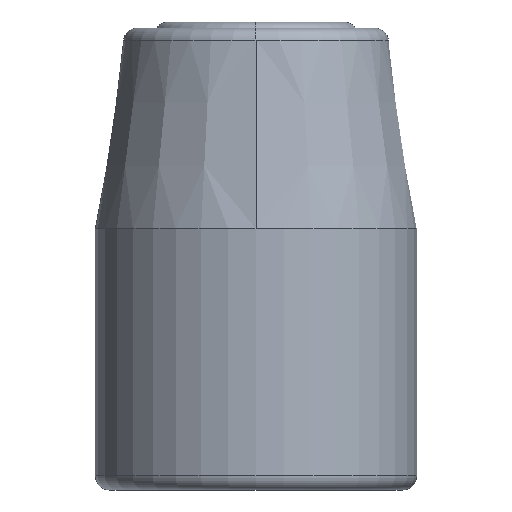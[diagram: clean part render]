
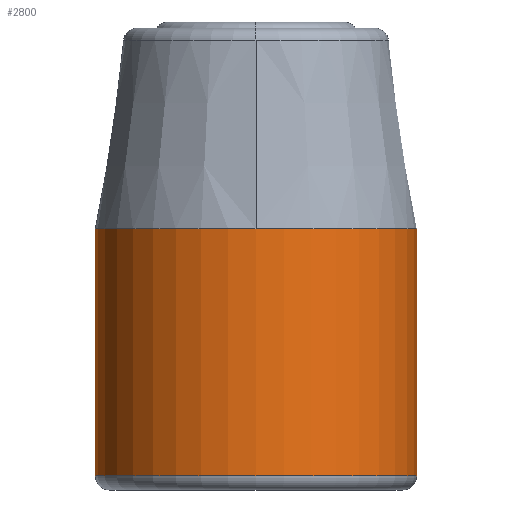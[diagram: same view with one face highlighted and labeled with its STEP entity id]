
A CAD part, front view. The second image highlights one B-rep face of the part: STEP entity #2800.
In plain terms, the highlighted cylindrical face has radius 8 mm (diameter 16 mm), a partial arc.
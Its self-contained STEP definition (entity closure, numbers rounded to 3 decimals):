
#2332=CARTESIAN_POINT('',(0.,0.,12.7));
#2333=DIRECTION('',(0.,0.,1.));
#2334=DIRECTION('',(1.,0.,0.));
#2335=AXIS2_PLACEMENT_3D('',#2332,#2333,#2334);
#2340=CARTESIAN_POINT('',(0.,0.,12.7));
#2341=DIRECTION('',(0.,0.,1.));
#2342=DIRECTION('',(0.,1.,0.));
#2343=AXIS2_PLACEMENT_3D('',#2340,#2341,#2342);
#2348=CARTESIAN_POINT('',(0.,0.,0.4));
#2349=DIRECTION('',(0.,0.,-1.));
#2350=DIRECTION('',(-1.,0.,0.));
#2351=AXIS2_PLACEMENT_3D('',#2348,#2349,#2350);
#2356=DIRECTION('',(0.,0.,1.));
#2357=VECTOR('',#2356,12.3);
#2358=CARTESIAN_POINT('',(8.,0.,0.4));
#2359=LINE('',#2358,#2357);
#2417=DIRECTION('',(0.,0.,1.));
#2418=VECTOR('',#2417,12.3);
#2419=CARTESIAN_POINT('',(-8.,0.,0.4));
#2420=LINE('',#2419,#2418);
#2488=CARTESIAN_POINT('',(-8.,0.,0.4));
#2489=CARTESIAN_POINT('',(8.,0.,0.4));
#2490=VERTEX_POINT('',#2488);
#2491=VERTEX_POINT('',#2489);
#2496=CARTESIAN_POINT('',(8.,0.,12.7));
#2497=CARTESIAN_POINT('',(0.,8.,12.7));
#2498=VERTEX_POINT('',#2496);
#2499=VERTEX_POINT('',#2497);
#2500=CARTESIAN_POINT('',(-8.,0.,12.7));
#2501=VERTEX_POINT('',#2500);
#2785=CARTESIAN_POINT('',(0.,0.,-0.3));
#2786=DIRECTION('',(0.,0.,1.));
#2787=DIRECTION('',(1.,0.,0.));
#2788=AXIS2_PLACEMENT_3D('',#2785,#2786,#2787);
#2789=CYLINDRICAL_SURFACE('',#2788,8.);
#2790=ORIENTED_EDGE('',*,*,#2777,.T.);
#2791=ORIENTED_EDGE('',*,*,#2763,.T.);
#2793=ORIENTED_EDGE('',*,*,#2792,.F.);
#2795=ORIENTED_EDGE('',*,*,#2794,.T.);
#2797=ORIENTED_EDGE('',*,*,#2796,.T.);
#2798=EDGE_LOOP('',(#2790,#2791,#2793,#2795,#2797));
#2799=FACE_OUTER_BOUND('',#2798,.F.);
#2800=ADVANCED_FACE('',(#2799),#2789,.T.);
#2336=CIRCLE('',#2335,8.);
#2344=CIRCLE('',#2343,8.);
#2352=CIRCLE('',#2351,8.);
#2763=EDGE_CURVE('',#2499,#2501,#2344,.T.);
#2777=EDGE_CURVE('',#2498,#2499,#2336,.T.);
#2792=EDGE_CURVE('',#2490,#2501,#2420,.T.);
#2794=EDGE_CURVE('',#2490,#2491,#2352,.T.);
#2796=EDGE_CURVE('',#2491,#2498,#2359,.T.);
